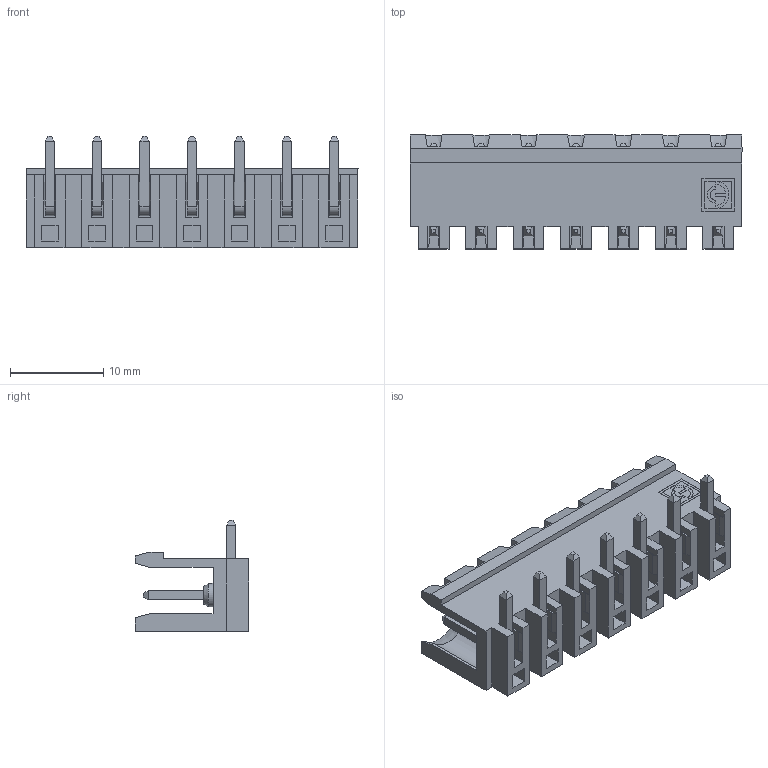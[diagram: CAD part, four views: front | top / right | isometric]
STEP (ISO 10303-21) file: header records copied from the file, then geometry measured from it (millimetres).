
FILE_DESCRIPTION(('STEP AP214'),'1');
FILE_NAME('PV07-5,08-HR.stp','2020-05-26T14:59:01',(' '),(' '),'Spatial InterOp 3D',' ',' ');
FILE_SCHEMA(('automotive_design'));
Length unit declared in the file: metre
Products named in the file (1): 1
Bounding box: 35.56 x 12.2 x 11.9 mm (x, y, z)
Volume: 1499.8 mm3; surface area: 2924.2 mm2
Topology: 1 solids, 1 shells, 444 faces, 1111 edges, 694 vertices
Faces by surface type: plane 402, cylinder 27, cone 14, extrusion 1
Full cylindrical faces by diameter (mm): 2.5 x7
Entity records: 16304 total; most frequent: CARTESIAN_POINT 2282, ORIENTED_EDGE 2180, DIRECTION 2031, EDGE_CURVE 1090, VECTOR 1007, LINE 1006, VERTEX_POINT 687, AXIS2_PLACEMENT_3D 512
